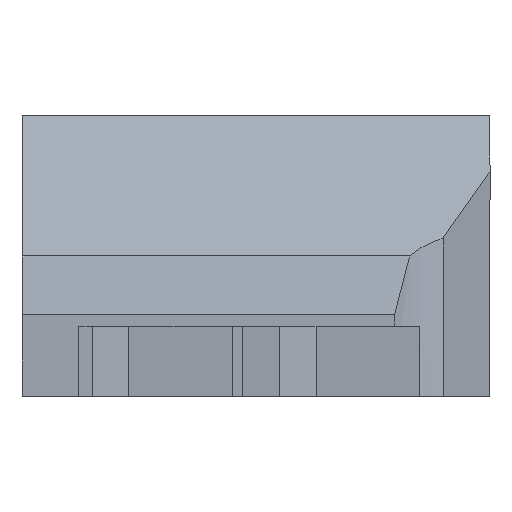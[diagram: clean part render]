
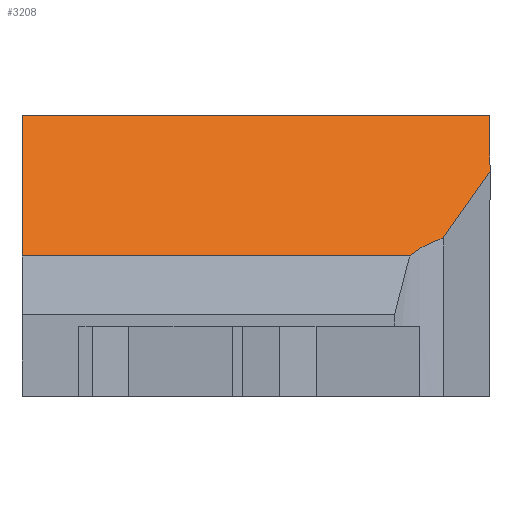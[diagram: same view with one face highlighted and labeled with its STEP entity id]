
A CAD part, left-side view. The second image highlights one B-rep face of the part: STEP entity #3208.
In plain terms, the highlighted planar face has unit normal (-0.707, 0, 0.707).
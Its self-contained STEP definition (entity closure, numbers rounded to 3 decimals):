
#8 = CARTESIAN_POINT ( 'NONE',  ( -98.56, -8., 6.77 ) ) ;
#43 = ORIENTED_EDGE ( 'NONE', *, *, #2557, .T. ) ;
#122 = AXIS2_PLACEMENT_3D ( 'NONE', #137, #659, #3558 ) ;
#137 = CARTESIAN_POINT ( 'NONE',  ( -99.33, 141.389, 6. ) ) ;
#150 = PLANE ( 'NONE',  #122 ) ;
#176 = DIRECTION ( 'NONE',  ( 0., -1., 0. ) ) ;
#189 = CARTESIAN_POINT ( 'NONE',  ( -99.33, 10., 6. ) ) ;
#290 = EDGE_CURVE ( 'NONE', #1560, #1746, #2375, .T. ) ;
#340 = VERTEX_POINT ( 'NONE', #2821 ) ;
#399 = LINE ( 'NONE', #602, #407 ) ;
#407 = VECTOR ( 'NONE', #614, 1000. ) ;
#486 = EDGE_CURVE ( 'NONE', #2766, #572, #3296, .T. ) ;
#543 = EDGE_CURVE ( 'NONE', #2945, #340, #399, .T. ) ;
#548 = LINE ( 'NONE', #1450, #3414 ) ;
#567 = VECTOR ( 'NONE', #1590, 1000. ) ;
#572 = VERTEX_POINT ( 'NONE', #8 ) ;
#602 = CARTESIAN_POINT ( 'NONE',  ( -96.665, -10., 8.665 ) ) ;
#614 = DIRECTION ( 'NONE',  ( 0.707, 0., 0.707 ) ) ;
#659 = DIRECTION ( 'NONE',  ( -0.707, 0., 0.707 ) ) ;
#977 = CARTESIAN_POINT ( 'NONE',  ( -154.327, 31.048, -48.996 ) ) ;
#1195 = ORIENTED_EDGE ( 'NONE', *, *, #1535, .F. ) ;
#1349 = FACE_OUTER_BOUND ( 'NONE', #2675, .T. ) ;
#1442 = ORIENTED_EDGE ( 'NONE', *, *, #3617, .T. ) ;
#1450 = CARTESIAN_POINT ( 'NONE',  ( -99.33, 141.389, 6. ) ) ;
#1535 = EDGE_CURVE ( 'NONE', #1560, #340, #3094, .T. ) ;
#1560 = VERTEX_POINT ( 'NONE', #1574 ) ;
#1574 = CARTESIAN_POINT ( 'NONE',  ( -93.33, 10., 12. ) ) ;
#1590 = DIRECTION ( 'NONE',  ( -0.707, 0., -0.707 ) ) ;
#1746 = VERTEX_POINT ( 'NONE', #189 ) ;
#1840 = DIRECTION ( 'NONE',  ( 0., -1., 0. ) ) ;
#1946 = CARTESIAN_POINT ( 'NONE',  ( -99.33, -6.563, 6. ) ) ;
#2014 = ORIENTED_EDGE ( 'NONE', *, *, #543, .T. ) ;
#2095 = CARTESIAN_POINT ( 'NONE',  ( -99.33, -6.563, 6. ) ) ;
#2374 = LINE ( 'NONE', #977, #3224 ) ;
#2375 = LINE ( 'NONE', #3781, #567 ) ;
#2428 = ORIENTED_EDGE ( 'NONE', *, *, #290, .T. ) ;
#2557 = EDGE_CURVE ( 'NONE', #572, #2945, #2374, .T. ) ;
#2675 = EDGE_LOOP ( 'NONE', ( #2428, #1442, #3527, #43, #2014, #1195 ) ) ;
#2766 = VERTEX_POINT ( 'NONE', #1946 ) ;
#2782 = DIRECTION ( 'NONE',  ( 0.634, -0.444, 0.634 ) ) ;
#2821 = CARTESIAN_POINT ( 'NONE',  ( -93.33, -10., 12. ) ) ;
#2945 = VERTEX_POINT ( 'NONE', #3004 ) ;
#3004 = CARTESIAN_POINT ( 'NONE',  ( -95.704, -10., 9.626 ) ) ;
#3005 = CARTESIAN_POINT ( 'NONE',  ( -98.979, -6.987, 6.351 ) ) ;
#3047 = VECTOR ( 'NONE', #1840, 1000. ) ;
#3094 = LINE ( 'NONE', #3605, #3047 ) ;
#3208 = ADVANCED_FACE ( 'NONE', ( #1349 ), #150, .T. ) ;
#3224 = VECTOR ( 'NONE', #2782, 1000. ) ;
#3283 = CARTESIAN_POINT ( 'NONE',  ( -98.56, -8., 6.77 ) ) ;
#3296 =( BOUNDED_CURVE ( )  B_SPLINE_CURVE ( 3, ( #2095, #3005, #3559, #3283 ),
 .UNSPECIFIED., .F., .F. ) 
 B_SPLINE_CURVE_WITH_KNOTS ( ( 4, 4 ),
 ( 5.591, 5.991 ),
 .UNSPECIFIED. ) 
 CURVE ( )  GEOMETRIC_REPRESENTATION_ITEM ( )  RATIONAL_B_SPLINE_CURVE ( ( 1., 0.987, 0.987, 1. ) ) 
 REPRESENTATION_ITEM ( '' )  );
#3414 = VECTOR ( 'NONE', #176, 1000. ) ;
#3527 = ORIENTED_EDGE ( 'NONE', *, *, #486, .T. ) ;
#3558 = DIRECTION ( 'NONE',  ( -0.707, 0., -0.707 ) ) ;
#3559 = CARTESIAN_POINT ( 'NONE',  ( -98.718, -7.473, 6.612 ) ) ;
#3605 = CARTESIAN_POINT ( 'NONE',  ( -93.33, 141.389, 12. ) ) ;
#3617 = EDGE_CURVE ( 'NONE', #1746, #2766, #548, .T. ) ;
#3781 = CARTESIAN_POINT ( 'NONE',  ( -96.665, 10., 8.665 ) ) ;
